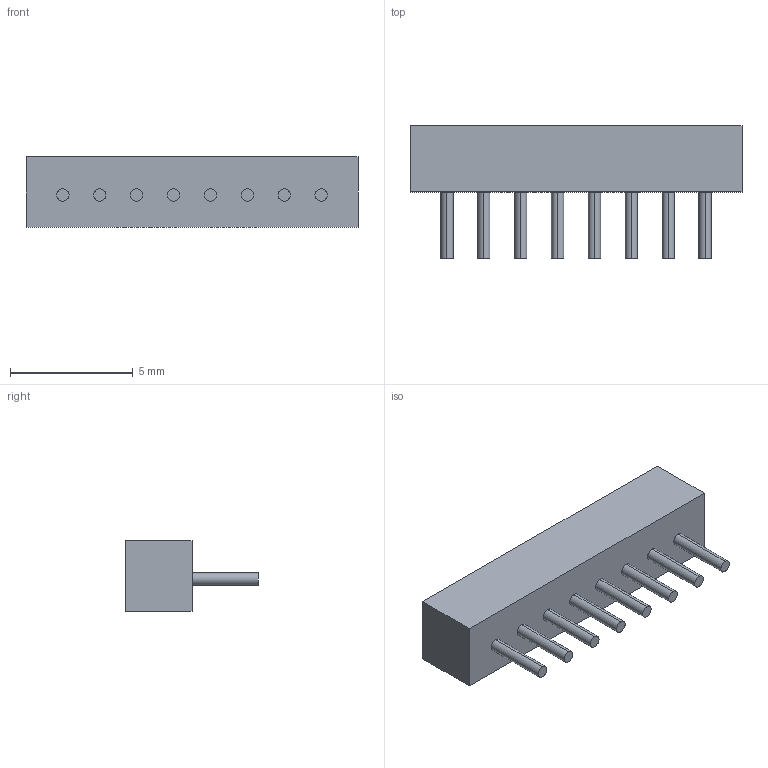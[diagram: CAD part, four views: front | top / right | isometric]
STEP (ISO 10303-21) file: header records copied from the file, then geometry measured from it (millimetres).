
FILE_DESCRIPTION (( 'STEP AP214' ), '1' );
FILE_NAME ('CONN HEADER VERT 8POS 1.5MM_15SH-A-08-TS.STEP', '2022-05-10T03:50:18', ( '' ), ( '' ), 'SwSTEP 2.0', 'SolidWorks 2019', '' );
FILE_SCHEMA (( 'AUTOMOTIVE_DESIGN' ));
Length unit declared in the file: millimetre
Products named in the file (1): CONN HEADER VERT 8POS 1.5MM_15SH-A-08-TS
Bounding box: 13.5 x 5.4 x 2.85 mm (x, y, z)
Volume: 31.8 mm3; surface area: 308.3 mm2
Topology: 1 solids, 1 shells, 59 faces, 120 edges, 80 vertices
Faces by surface type: cylinder 32, plane 27
Entity records: 1733 total; most frequent: DIRECTION 304, CARTESIAN_POINT 260, ORIENTED_EDGE 240, AXIS2_PLACEMENT_3D 124, EDGE_CURVE 120, VERTEX_POINT 80, EDGE_LOOP 76, CIRCLE 64
